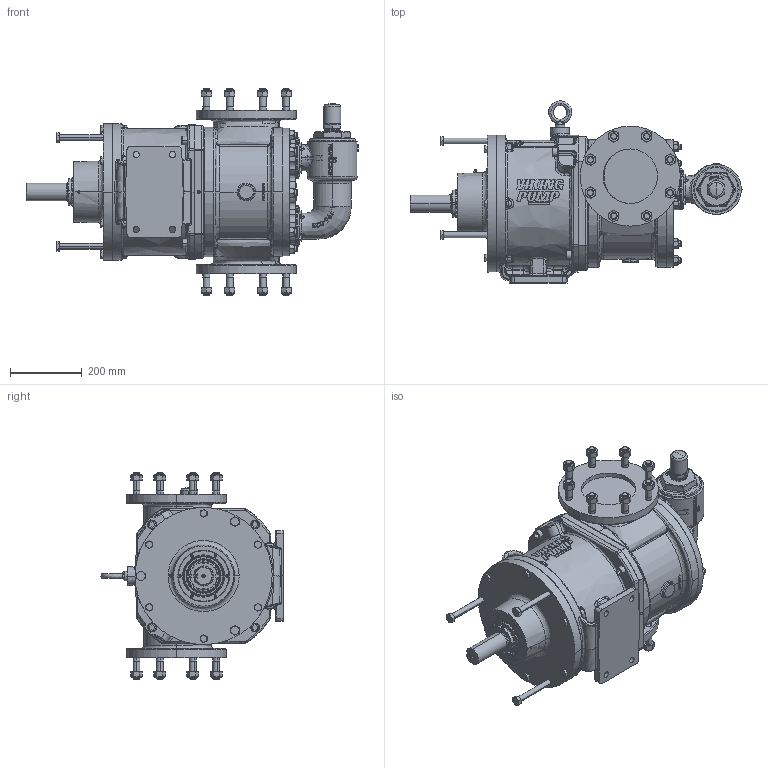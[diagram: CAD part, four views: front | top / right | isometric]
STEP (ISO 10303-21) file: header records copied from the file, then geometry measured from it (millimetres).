
FILE_DESCRIPTION (( 'STEP AP214' ), '1' );
FILE_NAME ('QS8124A.STEP', '2017-10-05T15:34:32', ( '' ), ( '' ), 'SwSTEP 2.0', 'SolidWorks 2016', '' );
FILE_SCHEMA (( 'AUTOMOTIVE_DESIGN' ));
Length unit declared in the file: inch
Products named in the file (2): QS8124A
Bounding box: 928.35 x 509.47 x 577.09 mm (x, y, z)
Volume: 65847837.1 mm3; surface area: 1710773 mm2
Topology: 1 solids, 1 shells, 3816 faces, 9293 edges, 5645 vertices
Faces by surface type: bspline 1247, plane 1215, cone 717, cylinder 489, torus 114, sphere 34
Entity records: 269438 total; most frequent: CARTESIAN_POINT 166571, ORIENTED_EDGE 18352, DIRECTION 12410, EDGE_CURVE 9176, VERTEX_POINT 5636, AXIS2_PLACEMENT_3D 4708, EDGE_LOOP 4102, B_SPLINE_CURVE_WITH_KNOTS 3841
